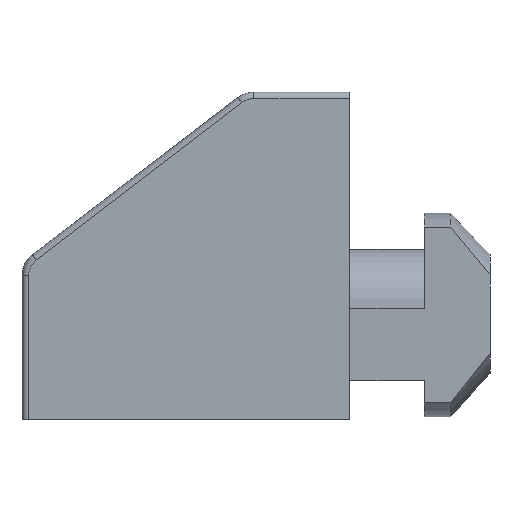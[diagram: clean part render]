
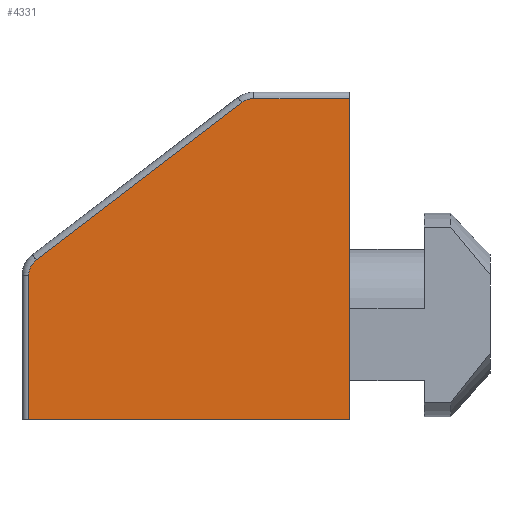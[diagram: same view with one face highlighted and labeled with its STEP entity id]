
A CAD part, front view. The second image highlights one B-rep face of the part: STEP entity #4331.
In plain terms, the highlighted planar face has unit normal (0, -1, 0).
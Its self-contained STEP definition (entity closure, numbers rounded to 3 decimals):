
#1356=CARTESIAN_POINT('',(0.0,0.0,0.0));
#1357=VERTEX_POINT('',#1356);
#1364=CARTESIAN_POINT('',(-24.5,0.0,0.0));
#1365=VERTEX_POINT('',#1364);
#1366=CARTESIAN_POINT('',(-24.5,0.0,0.0));
#1367=DIRECTION('',(1.0,0.0,0.0));
#1368=VECTOR('',#1367,24.5);
#1369=LINE('',#1366,#1368);
#1370=EDGE_CURVE('',#1365,#1357,#1369,.T.);
#1446=CARTESIAN_POINT('',(0.0,0.0,24.5));
#1447=VERTEX_POINT('',#1446);
#1456=CARTESIAN_POINT('',(-7.323,0.0,24.5));
#1457=VERTEX_POINT('',#1456);
#1465=CARTESIAN_POINT('',(-7.323,0.0,24.5));
#1466=DIRECTION('',(1.0,0.0,0.0));
#1467=VECTOR('',#1466,7.323);
#1468=LINE('',#1465,#1467);
#1469=EDGE_CURVE('',#1457,#1447,#1468,.T.);
#1481=CARTESIAN_POINT('',(-8.234,0.0,24.192));
#1482=VERTEX_POINT('',#1481);
#1490=CARTESIAN_POINT('',(-7.323,0.0,23.0));
#1491=DIRECTION('',(0.0,1.0,0.0));
#1492=DIRECTION('',(-0.321,0.0,0.947));
#1493=AXIS2_PLACEMENT_3D('',#1490,#1491,#1492);
#1494=CIRCLE('',#1493,1.5);
#1495=EDGE_CURVE('',#1482,#1457,#1494,.T.);
#1515=CARTESIAN_POINT('',(-23.911,0.0,12.203));
#1516=VERTEX_POINT('',#1515);
#1524=CARTESIAN_POINT('',(-23.911,0.0,12.203));
#1525=DIRECTION('',(0.794,0.0,0.607));
#1526=VECTOR('',#1525,19.736);
#1527=LINE('',#1524,#1526);
#1528=EDGE_CURVE('',#1516,#1482,#1527,.T.);
#1545=CARTESIAN_POINT('',(-24.5,0.0,11.012));
#1546=VERTEX_POINT('',#1545);
#1554=CARTESIAN_POINT('',(-23.,0.0,11.012));
#1555=DIRECTION('',(0.0,1.0,0.0));
#1556=DIRECTION('',(-0.897,0.0,0.443));
#1557=AXIS2_PLACEMENT_3D('',#1554,#1555,#1556);
#1558=CIRCLE('',#1557,1.5);
#1559=EDGE_CURVE('',#1546,#1516,#1558,.T.);
#1578=CARTESIAN_POINT('',(-24.5,0.0,0.0));
#1579=DIRECTION('',(0.0,0.0,1.0));
#1580=VECTOR('',#1579,11.012);
#1581=LINE('',#1578,#1580);
#1582=EDGE_CURVE('',#1365,#1546,#1581,.T.);
#4278=CARTESIAN_POINT('',(0.0,0.0,0.0));
#4279=DIRECTION('',(0.0,0.0,1.0));
#4280=VECTOR('',#4279,24.5);
#4281=LINE('',#4278,#4280);
#4282=EDGE_CURVE('',#1357,#1447,#4281,.T.);
#4317=CARTESIAN_POINT('',(-10.834,0.0,10.659));
#4318=DIRECTION('',(0.0,-1.0,0.0));
#4319=DIRECTION('',(0.0,0.0,-1.0));
#4320=AXIS2_PLACEMENT_3D('',#4317,#4318,#4319);
#4321=PLANE('',#4320);
#4322=ORIENTED_EDGE('',*,*,#1582,.F.);
#4323=ORIENTED_EDGE('',*,*,#1370,.T.);
#4324=ORIENTED_EDGE('',*,*,#4282,.T.);
#4325=ORIENTED_EDGE('',*,*,#1469,.F.);
#4326=ORIENTED_EDGE('',*,*,#1495,.F.);
#4327=ORIENTED_EDGE('',*,*,#1528,.F.);
#4328=ORIENTED_EDGE('',*,*,#1559,.F.);
#4329=EDGE_LOOP('',(#4322,#4323,#4324,#4325,#4326,#4327,#4328));
#4330=FACE_OUTER_BOUND('',#4329,.T.);
#4331=ADVANCED_FACE('',(#4330),#4321,.T.);
